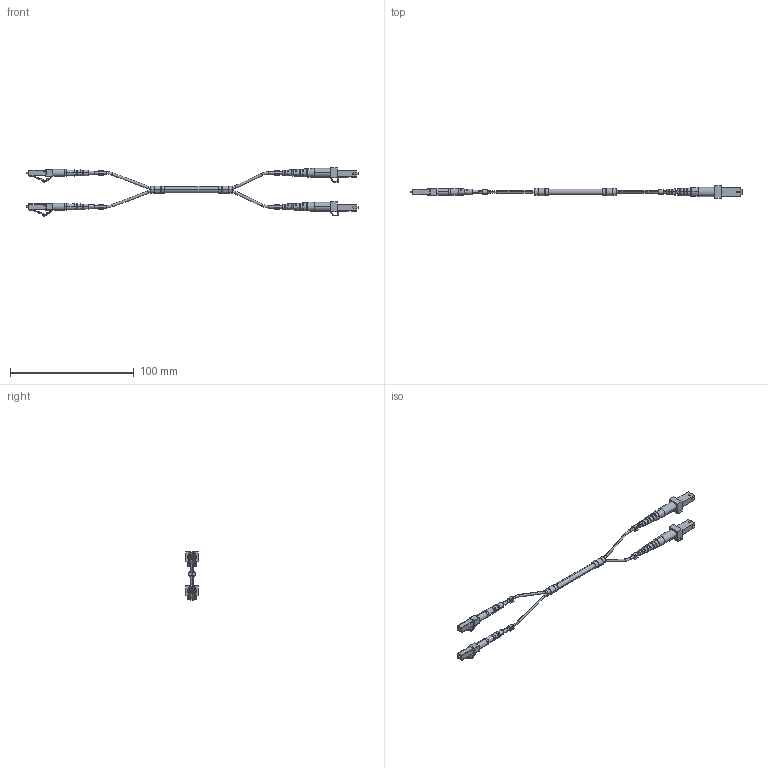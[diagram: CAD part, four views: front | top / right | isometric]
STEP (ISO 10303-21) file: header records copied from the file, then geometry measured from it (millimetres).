
FILE_DESCRIPTION (( 'STEP AP214' ), '1' );
FILE_NAME ('FCA-SLCAMTRJUD_3D.STEP', '2022-01-19T16:46:36', ( '' ), ( '' ), 'SwSTEP 2.0', 'SolidWorks 2021', '' );
FILE_SCHEMA (( 'AUTOMOTIVE_DESIGN' ));
Length unit declared in the file: inch
Products named in the file (12): CONN-91-100-97-BP3B-MA2; 1AF03-001-MA1; G652D 2 FIBERS OPTICAL; LBL-C3P-A; 1AF03-001; 1AF02-003-MA1^Copy (2) of 1AF02-003_FCA-SLCAMTRJUD; FCA-FCFC-DPS1Z-ma1_YELLOW; FCA-SLCAMTRJUD_3D; Copy (2) of 1AF02-003^FCA-SLCAMTRJUD; LBL-C3P-B; LC HEAT SHRINK TUBE YELLOW; 1AF02-003-MA2^Copy (2) of 1AF02-003_FCA-SLCAMTRJUD
Assembly tree (16 placements, depth 3):
  FCA-SLCAMTRJUD_3D
    FCA-FCFC-DPS1Z-ma1_YELLOW
    LBL-C3P-A  x2
    LBL-C3P-B  x2
    G652D 2 FIBERS OPTICAL
    Copy (2) of 1AF02-003^FCA-SLCAMTRJUD  x2
      1AF02-003-MA1^Copy (2) of 1AF02-003_FCA-SLCAMTRJUD
      1AF02-003-MA2^Copy (2) of 1AF02-003_FCA-SLCAMTRJUD
    LC HEAT SHRINK TUBE YELLOW  x2
    1AF03-001  x2
      CONN-91-100-97-BP3B-MA2
      1AF03-001-MA1
Bounding box: 268.61 x 9.78 x 38.88 mm (x, y, z)
Volume: 7447.2 mm3; surface area: 12309.1 mm2
Topology: 19 solids, 19 shells, 954 faces, 2550 edges, 1584 vertices
Faces by surface type: plane 508, cylinder 302, torus 52, sphere 44, cone 28, bspline 20
Entity records: 18367 total; most frequent: CARTESIAN_POINT 3895, DIRECTION 2671, ORIENTED_EDGE 2632, EDGE_CURVE 1316, AXIS2_PLACEMENT_3D 983, VERTEX_POINT 826, VECTOR 705, LINE 705
